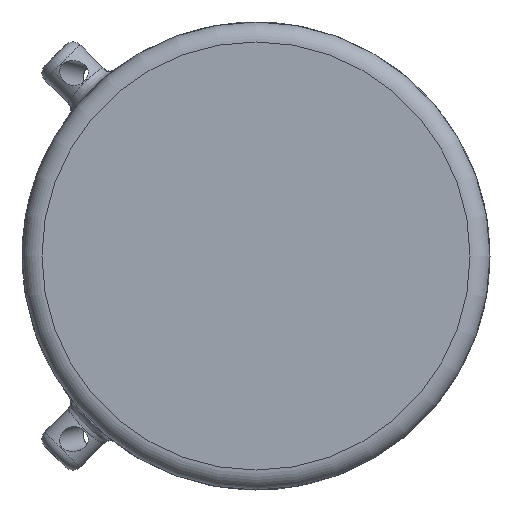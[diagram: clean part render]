
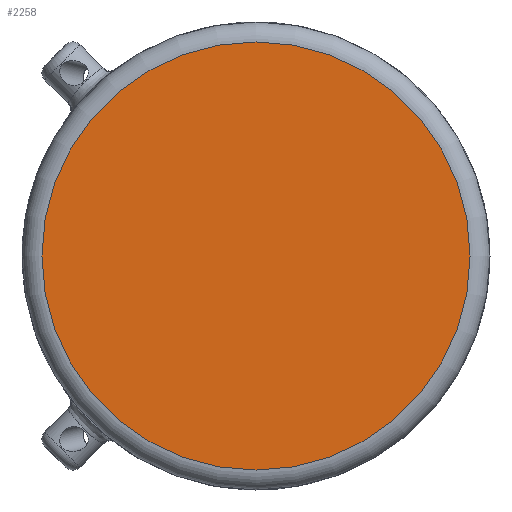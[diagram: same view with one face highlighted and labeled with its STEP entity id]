
A CAD part, left-side view. The second image highlights one B-rep face of the part: STEP entity #2258.
In plain terms, the highlighted planar face has unit normal (-1, 0, 0).
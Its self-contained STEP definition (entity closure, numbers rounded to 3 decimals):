
#243=PLANE('',#2443);
#377=FACE_OUTER_BOUND('',#515,.T.);
#515=EDGE_LOOP('',(#2052));
#789=CIRCLE('',#2444,10.75);
#1004=VERTEX_POINT('',#6930);
#1354=EDGE_CURVE('',#1004,#1004,#789,.T.);
#2052=ORIENTED_EDGE('',*,*,#1354,.F.);
#2258=ADVANCED_FACE('',(#377),#243,.T.);
#2443=AXIS2_PLACEMENT_3D('',#6929,#2862,#2863);
#2444=AXIS2_PLACEMENT_3D('',#6931,#2864,#2865);
#2862=DIRECTION('center_axis',(-1.,0.,0.));
#2863=DIRECTION('ref_axis',(0.,0.,1.));
#2864=DIRECTION('center_axis',(1.,0.,0.));
#2865=DIRECTION('ref_axis',(0.,0.,-1.));
#6929=CARTESIAN_POINT('Origin',(-17.,9.,0.));
#6930=CARTESIAN_POINT('',(-17.,-12.5,0.));
#6931=CARTESIAN_POINT('Origin',(-17.,-1.75,0.));
